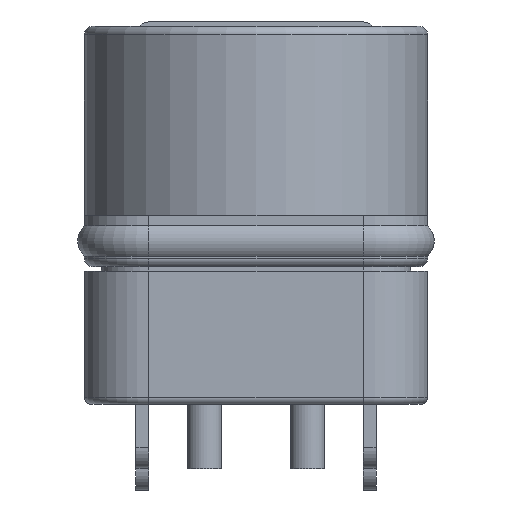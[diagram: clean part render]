
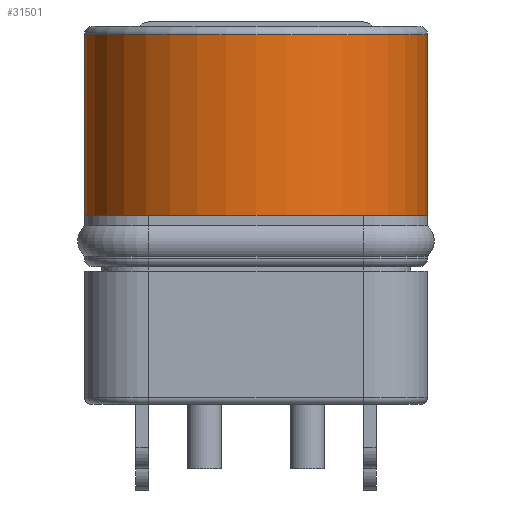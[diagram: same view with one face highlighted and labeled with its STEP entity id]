
A CAD part, left-side view. The second image highlights one B-rep face of the part: STEP entity #31501.
In plain terms, the highlighted cylindrical face has radius 4 mm (diameter 8 mm), a partial arc.
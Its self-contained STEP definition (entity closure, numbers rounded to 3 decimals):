
#1595 = DIRECTION ( 'NONE',  ( 1., 0., 0. ) ) ;
#1727 = VERTEX_POINT ( 'NONE', #10168 ) ;
#3301 = CARTESIAN_POINT ( 'NONE',  ( -20.8, -4., -4.4 ) ) ;
#3521 = CARTESIAN_POINT ( 'NONE',  ( -20.8, 0., -4.4 ) ) ;
#4423 = VECTOR ( 'NONE', #12444, 1000. ) ;
#4539 = ORIENTED_EDGE ( 'NONE', *, *, #6900, .F. ) ;
#6002 = CARTESIAN_POINT ( 'NONE',  ( -20.8, 0., -0.2 ) ) ;
#6747 = DIRECTION ( 'NONE',  ( 0., 0., 1. ) ) ;
#6900 = EDGE_CURVE ( 'NONE', #25286, #16049, #27035, .T. ) ;
#7679 = EDGE_CURVE ( 'NONE', #31828, #25286, #9703, .T. ) ;
#8386 = DIRECTION ( 'NONE',  ( 0., 0., -1. ) ) ;
#8554 = ORIENTED_EDGE ( 'NONE', *, *, #30012, .F. ) ;
#9703 = CIRCLE ( 'NONE', #28303, 4. ) ;
#10065 = CARTESIAN_POINT ( 'NONE',  ( -20.8, 4., -0.2 ) ) ;
#10168 = CARTESIAN_POINT ( 'NONE',  ( -20.8, -4., -0.2 ) ) ;
#12444 = DIRECTION ( 'NONE',  ( 0., 0., -1. ) ) ;
#12871 = CARTESIAN_POINT ( 'NONE',  ( -20.8, 0., -4.076 ) ) ;
#14558 = ORIENTED_EDGE ( 'NONE', *, *, #7679, .F. ) ;
#14601 = CARTESIAN_POINT ( 'NONE',  ( -20.8, -4., -0.2 ) ) ;
#14943 = LINE ( 'NONE', #14601, #4423 ) ;
#16049 = VERTEX_POINT ( 'NONE', #10065 ) ;
#16935 = CIRCLE ( 'NONE', #27546, 4. ) ;
#17623 = ORIENTED_EDGE ( 'NONE', *, *, #27258, .F. ) ;
#19705 = AXIS2_PLACEMENT_3D ( 'NONE', #12871, #6747, #1595 ) ;
#20635 = DIRECTION ( 'NONE',  ( 0., 0., 1. ) ) ;
#25286 = VERTEX_POINT ( 'NONE', #31361 ) ;
#25959 = EDGE_LOOP ( 'NONE', ( #8554, #4539, #14558, #17623 ) ) ;
#27035 = LINE ( 'NONE', #31667, #27716 ) ;
#27257 = CYLINDRICAL_SURFACE ( 'NONE', #19705, 4. ) ;
#27258 = EDGE_CURVE ( 'NONE', #1727, #31828, #14943, .T. ) ;
#27546 = AXIS2_PLACEMENT_3D ( 'NONE', #6002, #20635, #30798 ) ;
#27716 = VECTOR ( 'NONE', #29207, 1000. ) ;
#28303 = AXIS2_PLACEMENT_3D ( 'NONE', #3521, #8386, #28391 ) ;
#28391 = DIRECTION ( 'NONE',  ( 0., -1., 0. ) ) ;
#29207 = DIRECTION ( 'NONE',  ( 0., 0., 1. ) ) ;
#29920 = FACE_OUTER_BOUND ( 'NONE', #25959, .T. ) ;
#30012 = EDGE_CURVE ( 'NONE', #16049, #1727, #16935, .T. ) ;
#30798 = DIRECTION ( 'NONE',  ( 0., 1., 0. ) ) ;
#31361 = CARTESIAN_POINT ( 'NONE',  ( -20.8, 4., -4.4 ) ) ;
#31501 = ADVANCED_FACE ( 'NONE', ( #29920 ), #27257, .T. ) ;
#31667 = CARTESIAN_POINT ( 'NONE',  ( -20.8, 4., -4.4 ) ) ;
#31828 = VERTEX_POINT ( 'NONE', #3301 ) ;
